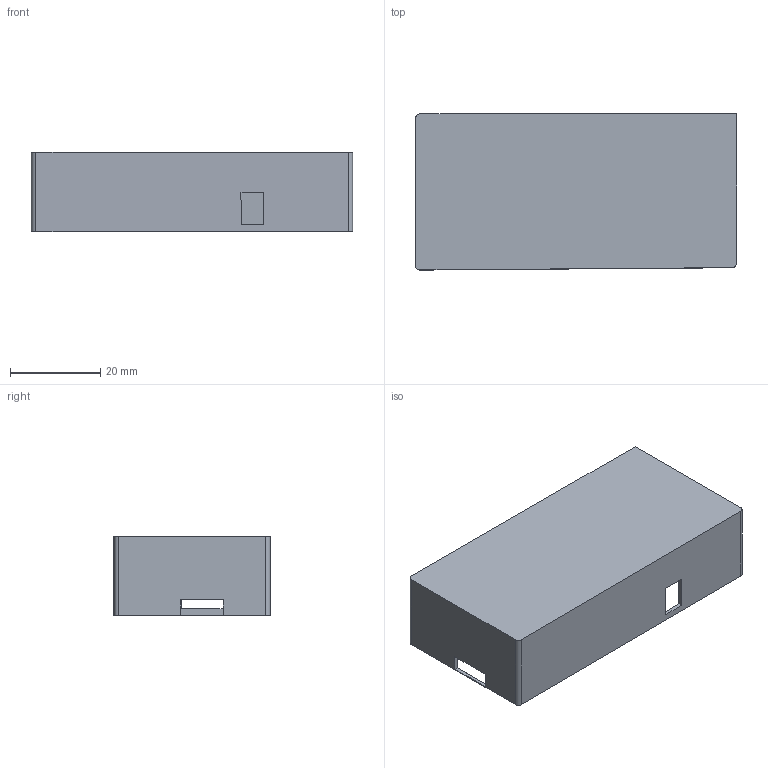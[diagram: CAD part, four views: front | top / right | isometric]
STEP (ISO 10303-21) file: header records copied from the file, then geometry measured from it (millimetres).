
FILE_DESCRIPTION(/* description */ (''),/* implementation_level */ '2;1');
FILE_NAME(/* name */ 'box_top.step',/* time_stamp */ '2025-11-05T21:48:14+01:00',/* author */ (''),/* organization */ (''),/* preprocessor_version */ 'ST-DEVELOPER v20.1',/* originating_system */ 'Autodesk Translation Framework v14.17.0.0',/* authorisation */ '');
FILE_SCHEMA (('AUTOMOTIVE_DESIGN { 1 0 10303 214 3 1 1 }'));
Length unit declared in the file: millimetre
Products named in the file (2): 2025-11-05-17-40-12-009; 2025-11-05-18-42-11-923
Assembly tree (1 placements, depth 2):
  2025-11-05-17-40-12-009
    2025-11-05-18-42-11-923
Bounding box: 71 x 34.51 x 17.57 mm (x, y, z)
Volume: 7984 mm3; surface area: 12137.9 mm2
Topology: 1 solids, 1 shells, 34 faces, 85 edges, 56 vertices
Faces by surface type: plane 25, cylinder 7, cone 2
Full cylindrical faces by diameter (mm): 2 x2, 5.5 x2
Entity records: 1062 total; most frequent: CARTESIAN_POINT 176, DIRECTION 171, ORIENTED_EDGE 166, EDGE_CURVE 83, LINE 69, VECTOR 69, VERTEX_POINT 56, AXIS2_PLACEMENT_3D 51
